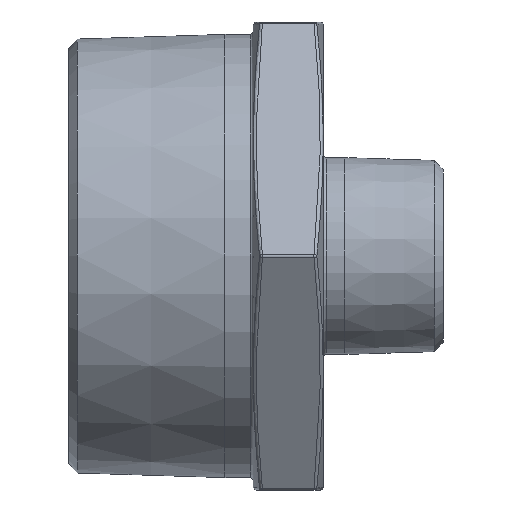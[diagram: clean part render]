
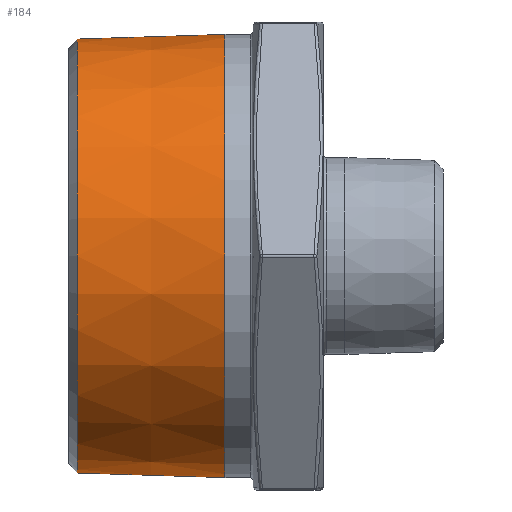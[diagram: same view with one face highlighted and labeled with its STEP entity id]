
A CAD part, front view. The second image highlights one B-rep face of the part: STEP entity #184.
In plain terms, the highlighted conical face has half-angle 1.79 degrees and reference radius 37.592 mm.
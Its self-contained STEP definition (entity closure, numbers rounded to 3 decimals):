
#184 = ADVANCED_FACE ( 'NONE', ( #11574, #1112 ), #6545, .T. ) ;
#319 = DIRECTION ( 'NONE',  ( 1., 0., 0. ) ) ;
#1112 = FACE_OUTER_BOUND ( 'NONE', #8010, .T. ) ;
#1240 = DIRECTION ( 'NONE',  ( 0., 0., -1. ) ) ;
#2253 = CARTESIAN_POINT ( 'NONE',  ( 17.5, 0., 0. ) ) ;
#2297 = DIRECTION ( 'NONE',  ( -1., 0., 0. ) ) ;
#2537 = ORIENTED_EDGE ( 'NONE', *, *, #7819, .T. ) ;
#3383 = CARTESIAN_POINT ( 'NONE',  ( 26.7, 0., 0. ) ) ;
#5133 = VERTEX_POINT ( 'NONE', #12245 ) ;
#5213 = CIRCLE ( 'NONE', #11701, 37.091 ) ;
#5305 = DIRECTION ( 'NONE',  ( 0., 0., 1. ) ) ;
#6339 = AXIS2_PLACEMENT_3D ( 'NONE', #2253, #9405, #1240 ) ;
#6545 = CONICAL_SURFACE ( 'NONE', #6339, 37.592, 0.031 ) ;
#7379 = EDGE_CURVE ( 'NONE', #8824, #8824, #5213, .T. ) ;
#7797 = CARTESIAN_POINT ( 'NONE',  ( 1.478, 0., 37.091 ) ) ;
#7819 = EDGE_CURVE ( 'NONE', #5133, #5133, #9016, .T. ) ;
#8010 = EDGE_LOOP ( 'NONE', ( #2537 ) ) ;
#8252 = ORIENTED_EDGE ( 'NONE', *, *, #7379, .T. ) ;
#8810 = AXIS2_PLACEMENT_3D ( 'NONE', #3383, #2297, #5305 ) ;
#8824 = VERTEX_POINT ( 'NONE', #7797 ) ;
#9016 = CIRCLE ( 'NONE', #8810, 37.879 ) ;
#9405 = DIRECTION ( 'NONE',  ( 1., 0., 0. ) ) ;
#9542 = DIRECTION ( 'NONE',  ( 0., 0., 1. ) ) ;
#10562 = CARTESIAN_POINT ( 'NONE',  ( 1.478, 0., 0. ) ) ;
#11439 = EDGE_LOOP ( 'NONE', ( #8252 ) ) ;
#11574 = FACE_BOUND ( 'NONE', #11439, .T. ) ;
#11701 = AXIS2_PLACEMENT_3D ( 'NONE', #10562, #319, #9542 ) ;
#12245 = CARTESIAN_POINT ( 'NONE',  ( 26.7, 0., 37.879 ) ) ;
